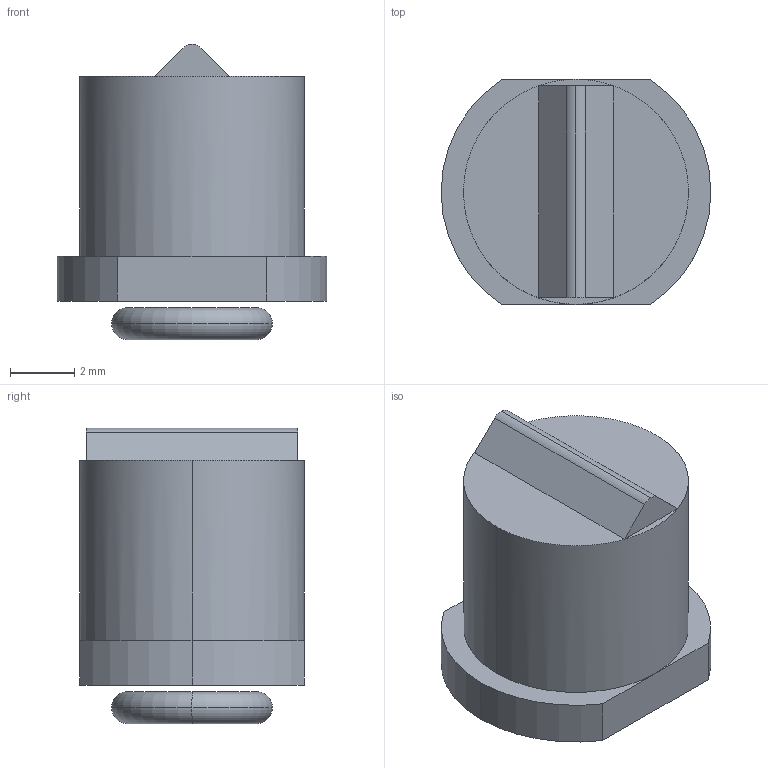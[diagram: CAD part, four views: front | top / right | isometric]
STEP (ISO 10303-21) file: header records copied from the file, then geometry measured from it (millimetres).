
FILE_DESCRIPTION (( 'STEP AP214' ), '1' );
FILE_NAME ('BruyRubio_BR5134-7.STEP', '2020-01-03T08:13:19', ( '' ), ( '' ), 'SwSTEP 2.0', 'SolidWorks 2017', '' );
FILE_SCHEMA (( 'AUTOMOTIVE_DESIGN' ));
Length unit declared in the file: millimetre
Products named in the file (1): BruyRubio_BR5134-7
Bounding box: 8.4 x 7 x 9.2 mm (x, y, z)
Volume: 176.4 mm3; surface area: 453.1 mm2
Topology: 3 solids, 3 shells, 28 faces, 62 edges, 38 vertices
Faces by surface type: plane 11, cylinder 9, torus 8
Entity records: 1150 total; most frequent: DIRECTION 156, CARTESIAN_POINT 129, ORIENTED_EDGE 124, AXIS2_PLACEMENT_3D 65, EDGE_CURVE 62, VERTEX_POINT 38, CIRCLE 36, UNCERTAINTY_MEASURE_WITH_UNIT 33
